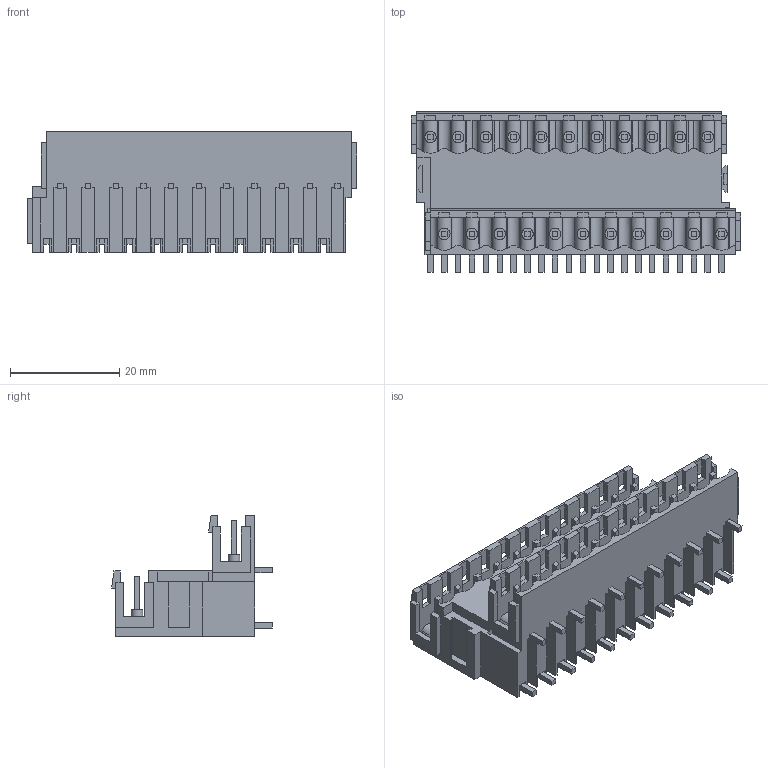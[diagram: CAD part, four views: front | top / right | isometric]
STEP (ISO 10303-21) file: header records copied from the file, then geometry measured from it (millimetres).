
FILE_DESCRIPTION(('CATIA V5 STEP Exchange','CAx-IF Rec.Pracs.--- Model Styling and Organization---1.2---2011-12-15'),'2;1');
FILE_NAME ('D1454983_0_1726370000_1726370000.stp','2017-09-26T13:20:41+00:00',('none'),('Weidmueller'),'CATIA Version 5-6 Release 2014','CATIA V5 STEP AP214','none');
FILE_SCHEMA(('AUTOMOTIVE_DESIGN { 1 0 10303 214 1 1 1 1 }'));
Length unit declared in the file: millimetre
Products named in the file (1): 1726370000
Bounding box: 60.38 x 29.41 x 22.16 mm (x, y, z)
Volume: 13146.8 mm3; surface area: 15412.8 mm2
Topology: 23 solids, 23 shells, 866 faces, 2890 edges, 2006 vertices
Faces by surface type: plane 725, cylinder 141
Entity records: 31163 total; most frequent: CARTESIAN_POINT 7535, ORIENTED_EDGE 5780, DIRECTION 3635, EDGE_CURVE 2890, VECTOR 2486, LINE 2486, VERTEX_POINT 2006, EDGE_LOOP 912
